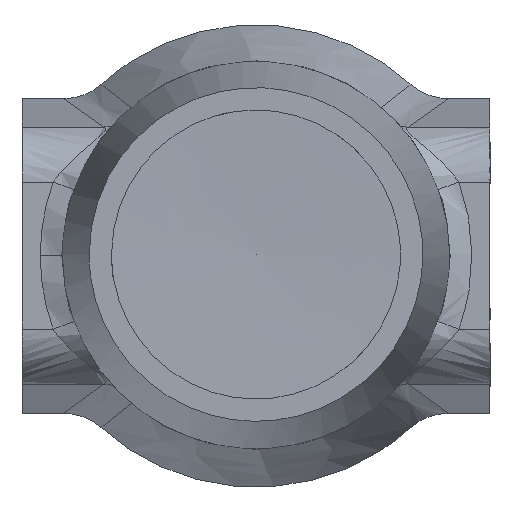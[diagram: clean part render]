
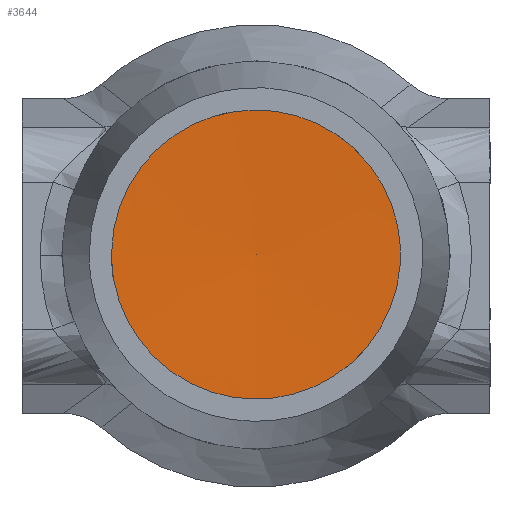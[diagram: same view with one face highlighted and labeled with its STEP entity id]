
A CAD part, top view. The second image highlights one B-rep face of the part: STEP entity #3644.
In plain terms, the highlighted free-form (B-spline) face has degree [1, 2] with [2, 9] control points.
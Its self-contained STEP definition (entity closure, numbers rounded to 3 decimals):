
#1709 = EDGE_CURVE('', #1710, #1712, #1714, .T.);
#1710 = VERTEX_POINT('', #1711);
#1711 = CARTESIAN_POINT('', (-13.028, 0., 77.756));
#1712 = VERTEX_POINT('', #1713);
#1713 = CARTESIAN_POINT('', (0., 13.028, 77.756));
#1714 = (
   BOUNDED_CURVE ()
   B_SPLINE_CURVE (2, (#1715, #1716, #1717, #1718, #1719, #1720, #1721), .UNSPECIFIED., .F., .U.)
   B_SPLINE_CURVE_WITH_KNOTS ((3, 2, 2, 3), (0.25, 0.5, 0.75, 1.), .UNSPECIFIED.)
   CURVE ()
   GEOMETRIC_REPRESENTATION_ITEM ()
   RATIONAL_B_SPLINE_CURVE ((1., 0.707, 1., 0.707, 1., 0.707, 1.))
   REPRESENTATION_ITEM ('')
);
#1715 = CARTESIAN_POINT('', (-13.028, 0., 77.756));
#1716 = CARTESIAN_POINT('', (-13.028, -13.028, 77.756));
#1717 = CARTESIAN_POINT('', (0., -13.028, 77.756));
#1718 = CARTESIAN_POINT('', (13.028, -13.028, 77.756));
#1719 = CARTESIAN_POINT('', (13.028, 0., 77.756));
#1720 = CARTESIAN_POINT('', (13.028, 13.028, 77.756));
#1721 = CARTESIAN_POINT('', (0., 13.028, 77.756));
#1730 = EDGE_CURVE('', #1712, #1710, #1731, .T.);
#1731 = (
   BOUNDED_CURVE ()
   B_SPLINE_CURVE (2, (#1732, #1733, #1734), .UNSPECIFIED., .F., .U.)
   B_SPLINE_CURVE_WITH_KNOTS ((3, 3), (0., 0.25), .UNSPECIFIED.)
   CURVE ()
   GEOMETRIC_REPRESENTATION_ITEM ()
   RATIONAL_B_SPLINE_CURVE ((1., 0.707, 1.))
   REPRESENTATION_ITEM ('')
);
#1732 = CARTESIAN_POINT('', (0., 13.028, 77.756));
#1733 = CARTESIAN_POINT('', (-13.028, 13.028, 77.756));
#1734 = CARTESIAN_POINT('', (-13.028, 0., 77.756));
#3644 = ADVANCED_FACE('', (#3645), #3657, .T.);
#3645 = FACE_OUTER_BOUND('', #3646, .T.);
#3646 = EDGE_LOOP('', (#3647, #3648, #3655, #3656));
#3647 = ORIENTED_EDGE('', *, *, #1709, .T.);
#3648 = ORIENTED_EDGE('', *, *, #3649, .F.);
#3649 = EDGE_CURVE('', #3650, #1712, #3652, .T.);
#3650 = VERTEX_POINT('', #3651);
#3651 = CARTESIAN_POINT('', (0., 0., 77.447));
#3652 = B_SPLINE_CURVE_WITH_KNOTS('', 1, (#3653, #3654), .UNSPECIFIED., .F., .U., (2, 2), (0., 0.94), .UNSPECIFIED.);
#3653 = CARTESIAN_POINT('', (0., 0., 77.447));
#3654 = CARTESIAN_POINT('', (0., 13.028, 77.756));
#3655 = ORIENTED_EDGE('', *, *, #3649, .T.);
#3656 = ORIENTED_EDGE('', *, *, #1730, .T.);
#3657 = (
   BOUNDED_SURFACE ()
   B_SPLINE_SURFACE (1, 2, ((#3658, #3659, #3660, #3661, #3662, #3663, #3664, #3665, #3666), (#3667, #3668, #3669, #3670, #3671, #3672, #3673, #3674, #3675)), .UNSPECIFIED., .F., .T., .U.)
   B_SPLINE_SURFACE_WITH_KNOTS ((2, 2), (3, 2, 2, 2, 3), (0., 0.94), (0., 0.25, 0.5, 0.75, 1.), .UNSPECIFIED.)
   GEOMETRIC_REPRESENTATION_ITEM ()
   RATIONAL_B_SPLINE_SURFACE (((1., 0.707, 1., 0.707, 1., 0.707, 1., 0.707, 1.), (1., 0.707, 1., 0.707, 1., 0.707, 1., 0.707, 1.)))
   REPRESENTATION_ITEM ('')
   SURFACE ()
);
#3658 = CARTESIAN_POINT('', (0., 0., 77.447));
#3659 = CARTESIAN_POINT('', (0., 0., 77.447));
#3660 = CARTESIAN_POINT('', (0., 0., 77.447));
#3661 = CARTESIAN_POINT('', (0., 0., 77.447));
#3662 = CARTESIAN_POINT('', (0., 0., 77.447));
#3663 = CARTESIAN_POINT('', (0., 0., 77.447));
#3664 = CARTESIAN_POINT('', (0., 0., 77.447));
#3665 = CARTESIAN_POINT('', (0., 0., 77.447));
#3666 = CARTESIAN_POINT('', (0., 0., 77.447));
#3667 = CARTESIAN_POINT('', (0., 13.028, 77.756));
#3668 = CARTESIAN_POINT('', (-13.028, 13.028, 77.756));
#3669 = CARTESIAN_POINT('', (-13.028, 0., 77.756));
#3670 = CARTESIAN_POINT('', (-13.028, -13.028, 77.756));
#3671 = CARTESIAN_POINT('', (0., -13.028, 77.756));
#3672 = CARTESIAN_POINT('', (13.028, -13.028, 77.756));
#3673 = CARTESIAN_POINT('', (13.028, 0., 77.756));
#3674 = CARTESIAN_POINT('', (13.028, 13.028, 77.756));
#3675 = CARTESIAN_POINT('', (0., 13.028, 77.756));
